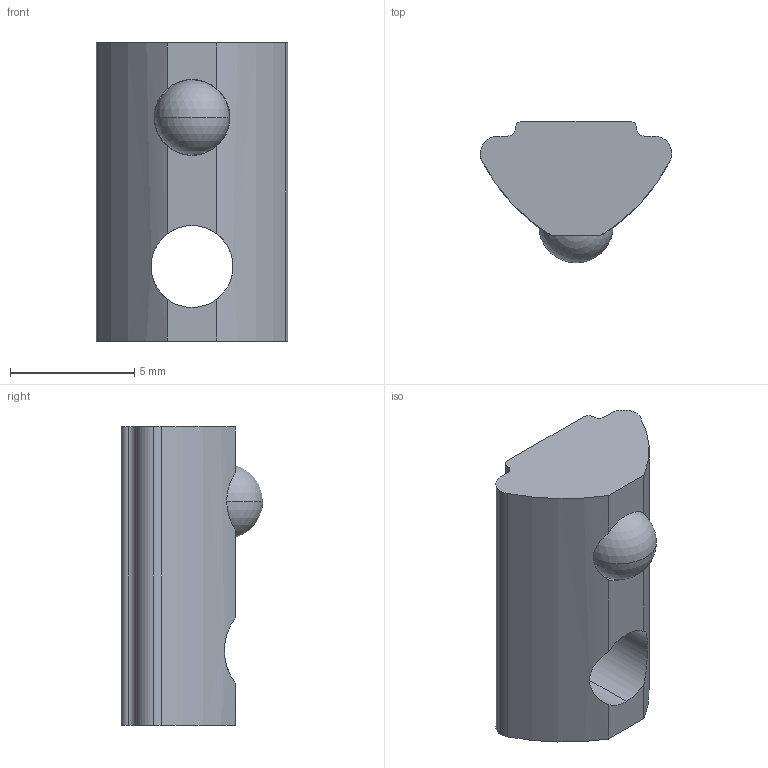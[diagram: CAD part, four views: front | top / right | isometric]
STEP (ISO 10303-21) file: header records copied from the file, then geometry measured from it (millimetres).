
FILE_DESCRIPTION (( 'STEP AP214' ), '1' );
FILE_NAME ('096214.STEP', '2017-02-09T08:04:49', ( '' ), ( '' ), 'SwSTEP 2.0', 'SolidWorks 2016', '' );
FILE_SCHEMA (( 'AUTOMOTIVE_DESIGN' ));
Length unit declared in the file: millimetre
Products named in the file (1): 096214
Bounding box: 7.7 x 5.7 x 12 mm (x, y, z)
Volume: 264.2 mm3; surface area: 415 mm2
Topology: 3 solids, 3 shells, 32 faces, 90 edges, 59 vertices
Faces by surface type: cylinder 13, plane 11, torus 4, bspline 2, sphere 2
Entity records: 1961 total; most frequent: CARTESIAN_POINT 1062, DIRECTION 183, ORIENTED_EDGE 170, EDGE_CURVE 85, AXIS2_PLACEMENT_3D 77, VERTEX_POINT 56, CIRCLE 46, EDGE_LOOP 35
